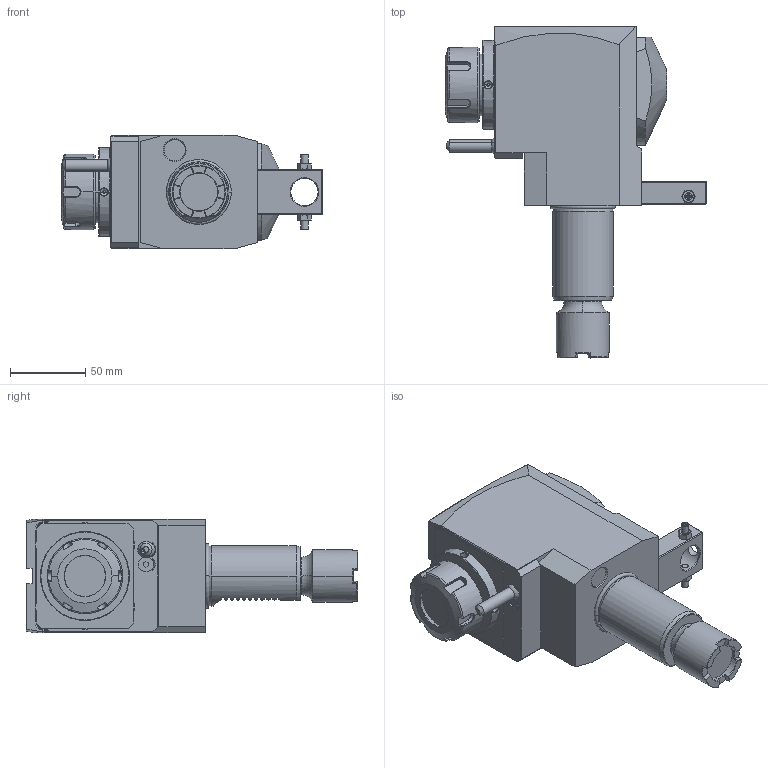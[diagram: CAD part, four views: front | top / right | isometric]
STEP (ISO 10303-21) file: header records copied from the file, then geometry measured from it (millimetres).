
FILE_DESCRIPTION((''),'2;1');
FILE_NAME('NGT1_40_251_32_1_2_80JBS','2021-10-20T',('vali'),('NOVA GRUP'),'PRO/ENGINEER BY PARAMETRIC TECHNOLOGY CORPORATION, 2010280','PRO/ENGINEER BY PARAMETRIC TECHNOLOGY CORPORATION, 2010280','');
FILE_SCHEMA(('CONFIG_CONTROL_DESIGN'));
Length unit declared in the file: millimetre
Products named in the file (1): NGT1_40_251_32_1_2_80JBS
Bounding box: 173.1 x 220 x 75 mm (x, y, z)
Volume: 1029124.8 mm3; surface area: 84414 mm2
Topology: 1 solids, 1 shells, 495 faces, 1268 edges, 788 vertices
Faces by surface type: plane 224, cylinder 98, cone 90, bspline 66, torus 15, sphere 2
Entity records: 20593 total; most frequent: CARTESIAN_POINT 9506, ORIENTED_EDGE 2512, DIRECTION 1933, EDGE_CURVE 1256, VERTEX_POINT 788, AXIS2_PLACEMENT_3D 679, VECTOR 575, LINE 575
